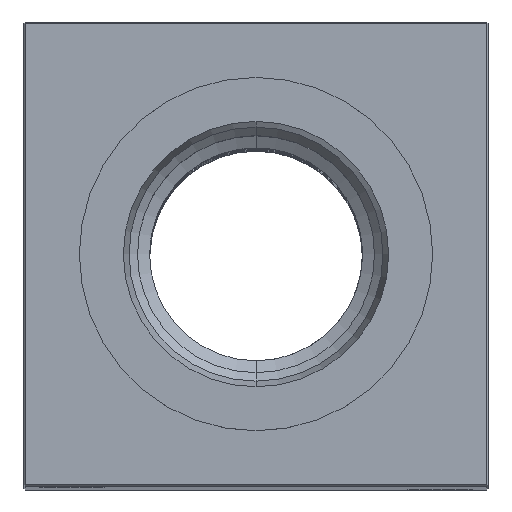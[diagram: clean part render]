
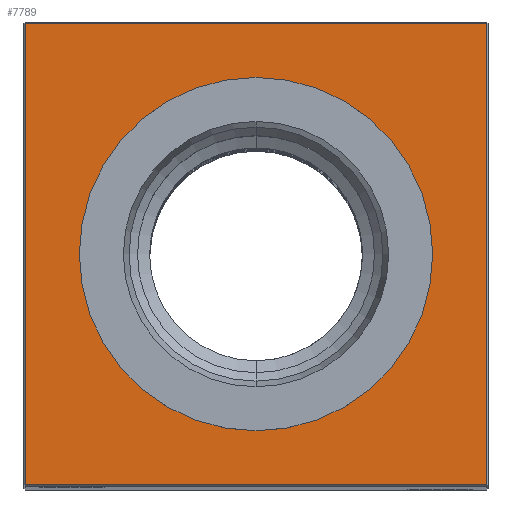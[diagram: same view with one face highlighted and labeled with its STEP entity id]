
A CAD part, top view. The second image highlights one B-rep face of the part: STEP entity #7789.
In plain terms, the highlighted planar face has unit normal (0, 0, 1).
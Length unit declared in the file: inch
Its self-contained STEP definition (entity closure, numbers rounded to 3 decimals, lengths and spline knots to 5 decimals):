
#352 = ORIENTED_EDGE ( 'NONE', *, *, #1790, .T. ) ;
#506 = CARTESIAN_POINT ( 'NONE',  ( -1.49, 1.49, 14. ) ) ;
#1752 = VECTOR ( 'NONE', #17194, 39.37008 ) ;
#1790 = EDGE_CURVE ( 'NONE', #26060, #29165, #21931, .T. ) ;
#1970 = EDGE_LOOP ( 'NONE', ( #20765, #18486 ) ) ;
#2465 = CARTESIAN_POINT ( 'NONE',  ( 0., 0., 14. ) ) ;
#3249 = LINE ( 'NONE', #20240, #1752 ) ;
#4000 = VERTEX_POINT ( 'NONE', #18089 ) ;
#4599 = VERTEX_POINT ( 'NONE', #7104 ) ;
#4651 = VECTOR ( 'NONE', #26345, 39.37008 ) ;
#5384 = DIRECTION ( 'NONE',  ( -1., 0., 0. ) ) ;
#6497 = AXIS2_PLACEMENT_3D ( 'NONE', #7464, #28107, #16809 ) ;
#6680 = CARTESIAN_POINT ( 'NONE',  ( 0., -1.49, 14. ) ) ;
#7104 = CARTESIAN_POINT ( 'NONE',  ( 0., -1.14173, 14. ) ) ;
#7372 = DIRECTION ( 'NONE',  ( 0., 0., -1. ) ) ;
#7464 = CARTESIAN_POINT ( 'NONE',  ( 0., 0., 14. ) ) ;
#7731 = DIRECTION ( 'NONE',  ( -1., 0., 0. ) ) ;
#7789 = ADVANCED_FACE ( 'NONE', ( #21069, #14218 ), #16354, .F. ) ;
#8038 = CARTESIAN_POINT ( 'NONE',  ( 0., 1.14173, 14. ) ) ;
#8663 = CARTESIAN_POINT ( 'NONE',  ( 1.49, 1.49, 14. ) ) ;
#9083 = CARTESIAN_POINT ( 'NONE',  ( 1.49, 0., 14. ) ) ;
#10228 = EDGE_CURVE ( 'NONE', #29165, #4000, #3249, .T. ) ;
#10486 = AXIS2_PLACEMENT_3D ( 'NONE', #19615, #21453, #5384 ) ;
#11729 = DIRECTION ( 'NONE',  ( 1., 0., 0. ) ) ;
#12511 = CIRCLE ( 'NONE', #17369, 1.14173 ) ;
#12955 = CIRCLE ( 'NONE', #10486, 1.14173 ) ;
#13924 = EDGE_CURVE ( 'NONE', #27321, #4599, #12511, .T. ) ;
#14218 = FACE_BOUND ( 'NONE', #1970, .T. ) ;
#14502 = ORIENTED_EDGE ( 'NONE', *, *, #10228, .T. ) ;
#15394 = EDGE_CURVE ( 'NONE', #4599, #27321, #12955, .T. ) ;
#15837 = VECTOR ( 'NONE', #7731, 39.37008 ) ;
#16354 = PLANE ( 'NONE',  #6497 ) ;
#16718 = DIRECTION ( 'NONE',  ( -1., 0., 0. ) ) ;
#16809 = DIRECTION ( 'NONE',  ( -1., 0., 0. ) ) ;
#17076 = EDGE_CURVE ( 'NONE', #4000, #20723, #18918, .T. ) ;
#17194 = DIRECTION ( 'NONE',  ( 0., -1., 0. ) ) ;
#17369 = AXIS2_PLACEMENT_3D ( 'NONE', #2465, #7372, #16718 ) ;
#17495 = EDGE_CURVE ( 'NONE', #20723, #26060, #30017, .T. ) ;
#18089 = CARTESIAN_POINT ( 'NONE',  ( -1.49, -1.49, 14. ) ) ;
#18486 = ORIENTED_EDGE ( 'NONE', *, *, #15394, .T. ) ;
#18918 = LINE ( 'NONE', #6680, #20802 ) ;
#19365 = ORIENTED_EDGE ( 'NONE', *, *, #17495, .T. ) ;
#19615 = CARTESIAN_POINT ( 'NONE',  ( 0., 0., 14. ) ) ;
#20240 = CARTESIAN_POINT ( 'NONE',  ( -1.49, 0., 14. ) ) ;
#20592 = ORIENTED_EDGE ( 'NONE', *, *, #17076, .T. ) ;
#20723 = VERTEX_POINT ( 'NONE', #25811 ) ;
#20765 = ORIENTED_EDGE ( 'NONE', *, *, #13924, .T. ) ;
#20802 = VECTOR ( 'NONE', #11729, 39.37008 ) ;
#21069 = FACE_OUTER_BOUND ( 'NONE', #23207, .T. ) ;
#21453 = DIRECTION ( 'NONE',  ( 0., 0., -1. ) ) ;
#21931 = LINE ( 'NONE', #23934, #15837 ) ;
#23207 = EDGE_LOOP ( 'NONE', ( #14502, #20592, #19365, #352 ) ) ;
#23934 = CARTESIAN_POINT ( 'NONE',  ( 0., 1.49, 14. ) ) ;
#25811 = CARTESIAN_POINT ( 'NONE',  ( 1.49, -1.49, 14. ) ) ;
#26060 = VERTEX_POINT ( 'NONE', #8663 ) ;
#26345 = DIRECTION ( 'NONE',  ( 0., 1., 0. ) ) ;
#27321 = VERTEX_POINT ( 'NONE', #8038 ) ;
#28107 = DIRECTION ( 'NONE',  ( 0., 0., -1. ) ) ;
#29165 = VERTEX_POINT ( 'NONE', #506 ) ;
#30017 = LINE ( 'NONE', #9083, #4651 ) ;
